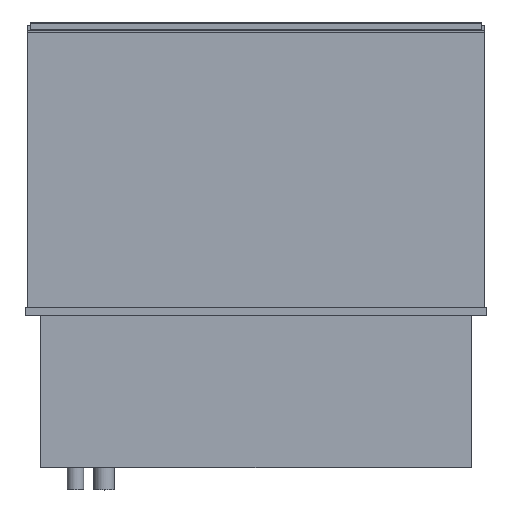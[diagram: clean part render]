
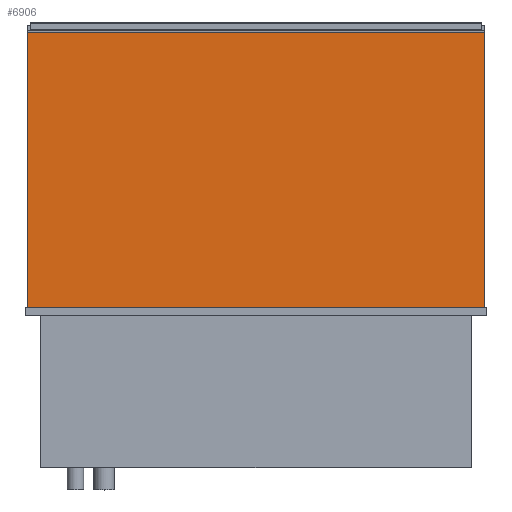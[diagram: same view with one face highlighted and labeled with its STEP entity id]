
A CAD part, top view. The second image highlights one B-rep face of the part: STEP entity #6906.
In plain terms, the highlighted planar face has unit normal (0, 0, 1).
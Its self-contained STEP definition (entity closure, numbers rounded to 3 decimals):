
#528=FACE_OUTER_BOUND('',#938,.T.);
#938=EDGE_LOOP('',(#5931,#5932,#5933,#5934));
#1736=LINE('',#10933,#2614);
#1754=LINE('',#10968,#2632);
#1755=LINE('',#10971,#2633);
#1756=LINE('',#10972,#2634);
#2614=VECTOR('',#8985,10.);
#2632=VECTOR('',#9017,10.);
#2633=VECTOR('',#9020,10.);
#2634=VECTOR('',#9021,10.);
#3285=VERTEX_POINT('',#10926);
#3288=VERTEX_POINT('',#10931);
#3298=VERTEX_POINT('',#10966);
#3299=VERTEX_POINT('',#10970);
#4176=EDGE_CURVE('',#3288,#3285,#1736,.T.);
#4194=EDGE_CURVE('',#3298,#3285,#1754,.T.);
#4195=EDGE_CURVE('',#3299,#3298,#1755,.T.);
#4196=EDGE_CURVE('',#3299,#3288,#1756,.T.);
#5931=ORIENTED_EDGE('',*,*,#4195,.T.);
#5932=ORIENTED_EDGE('',*,*,#4194,.T.);
#5933=ORIENTED_EDGE('',*,*,#4176,.F.);
#5934=ORIENTED_EDGE('',*,*,#4196,.F.);
#6515=PLANE('',#7415);
#6906=ADVANCED_FACE('',(#528),#6515,.T.);
#7415=AXIS2_PLACEMENT_3D('',#10969,#9018,#9019);
#8985=DIRECTION('',(1.,0.,0.));
#9017=DIRECTION('',(0.,1.,0.));
#9018=DIRECTION('center_axis',(0.,0.,1.));
#9019=DIRECTION('ref_axis',(1.,0.,0.));
#9020=DIRECTION('',(1.,0.,0.));
#9021=DIRECTION('',(0.,1.,0.));
#10926=CARTESIAN_POINT('',(557.5,690.,347.5));
#10931=CARTESIAN_POINT('',(-557.5,690.,347.5));
#10933=CARTESIAN_POINT('',(-557.5,690.,347.5));
#10966=CARTESIAN_POINT('',(557.5,20.,347.5));
#10968=CARTESIAN_POINT('',(557.5,20.,347.5));
#10969=CARTESIAN_POINT('Origin',(-557.5,20.,347.5));
#10970=CARTESIAN_POINT('',(-557.5,20.,347.5));
#10971=CARTESIAN_POINT('',(-557.5,20.,347.5));
#10972=CARTESIAN_POINT('',(-557.5,20.,347.5));
